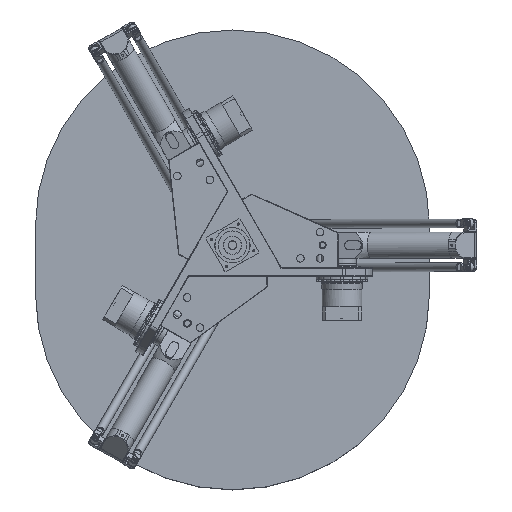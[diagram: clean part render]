
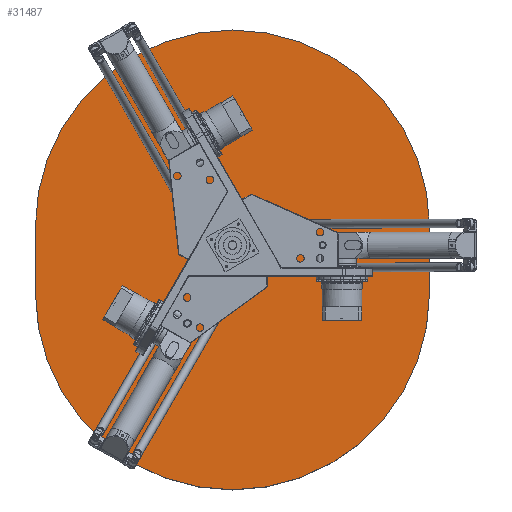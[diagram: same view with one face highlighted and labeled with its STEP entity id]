
A CAD part, top view. The second image highlights one B-rep face of the part: STEP entity #31487.
In plain terms, the highlighted face is planar.
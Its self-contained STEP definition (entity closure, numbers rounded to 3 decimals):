
#3639=CIRCLE('',#34963,450.);
#3641=CIRCLE('',#34968,450.);
#6102=FACE_OUTER_BOUND('',#8633,.T.);
#8633=EDGE_LOOP('',(#28590,#28591,#28592,#28593));
#11111=LINE('',#61287,#13590);
#11113=LINE('',#61310,#13592);
#13590=VECTOR('',#44003,10.);
#13592=VECTOR('',#44015,10.);
#16342=VERTEX_POINT('',#61279);
#16343=VERTEX_POINT('',#61281);
#16344=VERTEX_POINT('',#61285);
#16345=VERTEX_POINT('',#61306);
#20422=EDGE_CURVE('',#16343,#16342,#3639,.T.);
#20425=EDGE_CURVE('',#16342,#16344,#11111,.T.);
#20428=EDGE_CURVE('',#16344,#16345,#3641,.T.);
#20429=EDGE_CURVE('',#16345,#16343,#11113,.T.);
#28590=ORIENTED_EDGE('',*,*,#20422,.T.);
#28591=ORIENTED_EDGE('',*,*,#20425,.T.);
#28592=ORIENTED_EDGE('',*,*,#20428,.T.);
#28593=ORIENTED_EDGE('',*,*,#20429,.T.);
#29591=PLANE('',#34969);
#31487=ADVANCED_FACE('',(#6102),#29591,.F.);
#34963=AXIS2_PLACEMENT_3D('',#61282,#43997,#43998);
#34968=AXIS2_PLACEMENT_3D('',#61308,#44011,#44012);
#34969=AXIS2_PLACEMENT_3D('',#61309,#44013,#44014);
#43997=DIRECTION('center_axis',(0.,0.,-1.));
#43998=DIRECTION('ref_axis',(-1.,0.,0.));
#44003=DIRECTION('',(-1.,0.,0.));
#44011=DIRECTION('center_axis',(0.,0.,-1.));
#44012=DIRECTION('ref_axis',(-1.,0.,0.));
#44013=DIRECTION('center_axis',(0.,0.,1.));
#44014=DIRECTION('ref_axis',(1.,0.,0.));
#44015=DIRECTION('',(1.,0.,0.));
#61279=CARTESIAN_POINT('',(75.,-450.,0.));
#61281=CARTESIAN_POINT('',(75.,450.,0.));
#61282=CARTESIAN_POINT('Origin',(75.,0.,0.));
#61285=CARTESIAN_POINT('',(-75.,-450.,0.));
#61287=CARTESIAN_POINT('',(75.,-450.,0.));
#61306=CARTESIAN_POINT('',(-75.,450.,0.));
#61308=CARTESIAN_POINT('Origin',(-75.,0.,0.));
#61309=CARTESIAN_POINT('Origin',(75.,0.,0.));
#61310=CARTESIAN_POINT('',(-75.,450.,0.));
